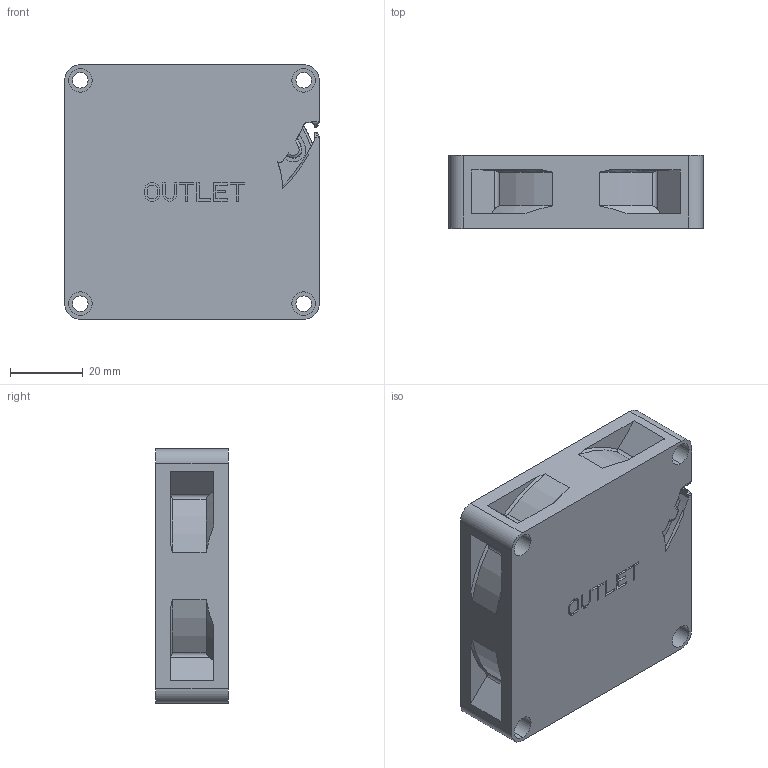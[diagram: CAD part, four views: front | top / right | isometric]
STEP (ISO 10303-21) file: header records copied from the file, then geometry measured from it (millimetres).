
FILE_DESCRIPTION((''),'2;1');
FILE_NAME('410022620002','2017-03-28T',('yiliang.gong'),(''),'CREO PARAMETRIC BY PTC INC, 2015080','CREO PARAMETRIC BY PTC INC, 2015080','');
FILE_SCHEMA(('CONFIG_CONTROL_DESIGN'));
Length unit declared in the file: millimetre
Products named in the file (1): 410022620002
Bounding box: 70 x 20 x 70 mm (x, y, z)
Volume: 89414 mm3; surface area: 18408.8 mm2
Topology: 1 solids, 1 shells, 347 faces, 933 edges, 617 vertices
Faces by surface type: plane 239, cylinder 79, cone 20, torus 5, bspline 4
Entity records: 11218 total; most frequent: CARTESIAN_POINT 2467, ORIENTED_EDGE 1866, DIRECTION 1709, EDGE_CURVE 933, VECTOR 669, LINE 669, VERTEX_POINT 617, AXIS2_PLACEMENT_3D 520
